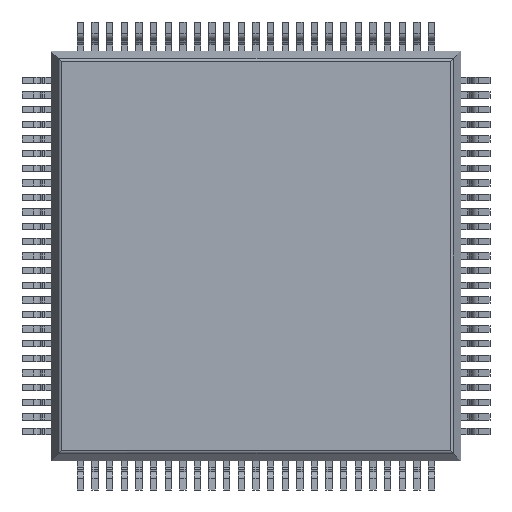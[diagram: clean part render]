
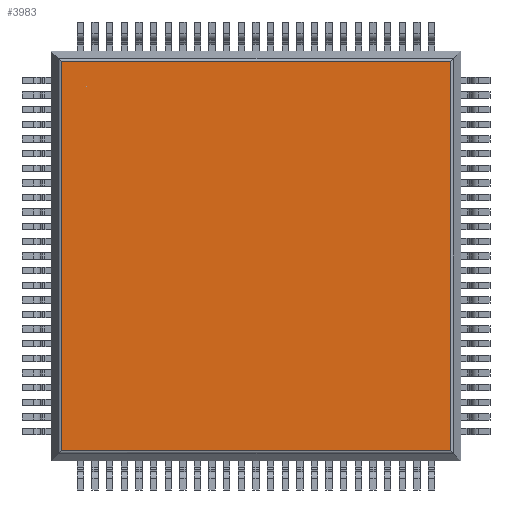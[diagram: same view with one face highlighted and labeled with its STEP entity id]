
A CAD part, front view. The second image highlights one B-rep face of the part: STEP entity #3983.
In plain terms, the highlighted planar face has unit normal (0, -1, 0).
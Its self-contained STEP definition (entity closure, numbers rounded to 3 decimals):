
#3983=ADVANCED_FACE('',(#7967),#7968,.T.);
#7967=FACE_OUTER_BOUND('',#11950,.T.);
#7968=PLANE('',#11951);
#11950=EDGE_LOOP('',(#24610,#24611,#24612,#24613));
#11951=AXIS2_PLACEMENT_3D('',#24614,#24615,#24616);
#24610=ORIENTED_EDGE('',*,*,#29804,.F.);
#24611=ORIENTED_EDGE('',*,*,#29837,.F.);
#24612=ORIENTED_EDGE('',*,*,#29830,.T.);
#24613=ORIENTED_EDGE('',*,*,#29838,.T.);
#24614=CARTESIAN_POINT('',(14.0,0.082,0.));
#24615=DIRECTION('',(0.,-1.0,0.));
#24616=DIRECTION('',(0.,0.,1.0));
#29804=EDGE_CURVE('',#37293,#37288,#37295,.T.);
#29830=EDGE_CURVE('',#37332,#37330,#37333,.T.);
#29837=EDGE_CURVE('',#37332,#37293,#37340,.T.);
#29838=EDGE_CURVE('',#37330,#37288,#37341,.T.);
#37288=VERTEX_POINT('',#47705);
#37293=VERTEX_POINT('',#47711);
#37295=LINE('',#47713,#47714);
#37330=VERTEX_POINT('',#47762);
#37332=VERTEX_POINT('',#47764);
#37333=LINE('',#47765,#47766);
#37340=LINE('',#47775,#47776);
#37341=LINE('',#47777,#47778);
#47705=CARTESIAN_POINT('',(0.345,0.082,6.655));
#47711=CARTESIAN_POINT('',(0.345,0.082,-6.655));
#47713=CARTESIAN_POINT('',(0.345,0.082,-10.0));
#47714=VECTOR('',#53127,1.0);
#47762=CARTESIAN_POINT('',(13.655,0.082,6.655));
#47764=CARTESIAN_POINT('',(13.655,0.082,-6.655));
#47765=CARTESIAN_POINT('',(13.655,0.082,0.));
#47766=VECTOR('',#53156,1.0);
#47775=CARTESIAN_POINT('',(14.0,0.082,-6.655));
#47776=VECTOR('',#53162,1.0);
#47777=CARTESIAN_POINT('',(14.0,0.082,6.655));
#47778=VECTOR('',#53163,1.0);
#53127=DIRECTION('',(0.,0.,1.0));
#53156=DIRECTION('',(0.0,0.0,1.0));
#53162=DIRECTION('',(-1.0,0.0,0.));
#53163=DIRECTION('',(-1.0,0.0,0.));
